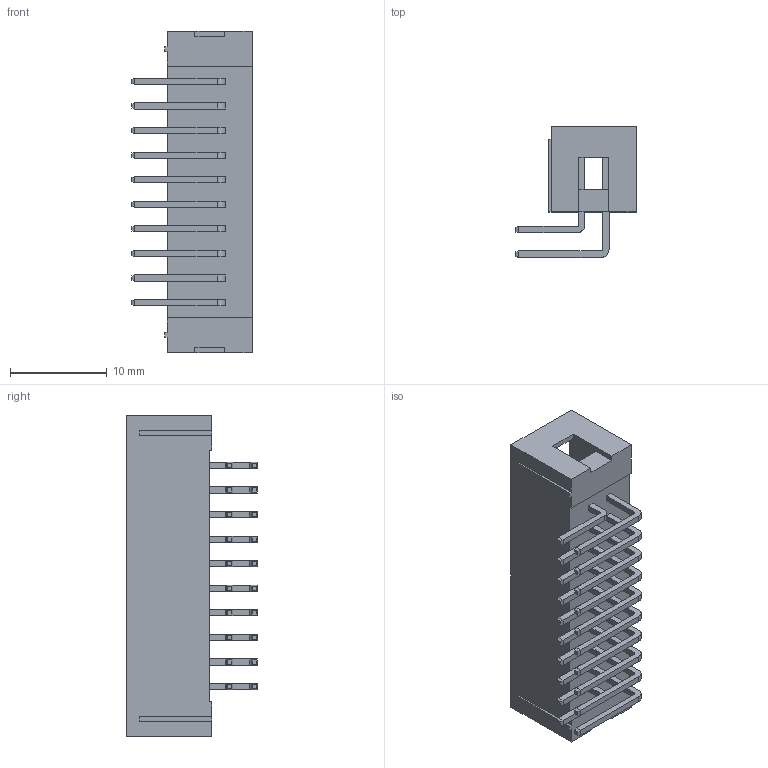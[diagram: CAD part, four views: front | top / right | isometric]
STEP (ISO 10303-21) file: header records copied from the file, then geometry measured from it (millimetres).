
FILE_DESCRIPTION (( 'STEP AP203' ), '1' );
FILE_NAME ('BHR-20-HSGA.STEP', '2021-11-11T01:48:57', ( '' ), ( '' ), 'SwSTEP 2.0', 'SolidWorks 2021', '' );
FILE_SCHEMA (( 'CONFIG_CONTROL_DESIGN' ));
Length unit declared in the file: millimetre
Products named in the file (1): BHR-20-HSGA
Bounding box: 12.45 x 13.5 x 33.2 mm (x, y, z)
Volume: 1021.6 mm3; surface area: 2668.8 mm2
Topology: 2 solids, 2 shells, 475 faces, 1143 edges, 706 vertices
Faces by surface type: plane 435, cylinder 40
Entity records: 13456 total; most frequent: CARTESIAN_POINT 2325, ORIENTED_EDGE 2286, DIRECTION 2175, EDGE_CURVE 1143, LINE 1063, VECTOR 1063, VERTEX_POINT 706, AXIS2_PLACEMENT_3D 556
